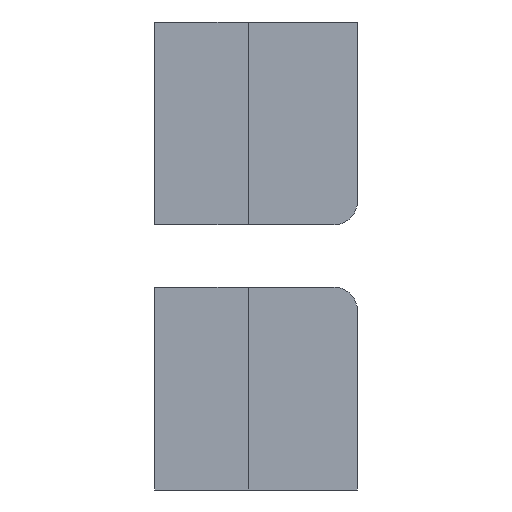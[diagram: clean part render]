
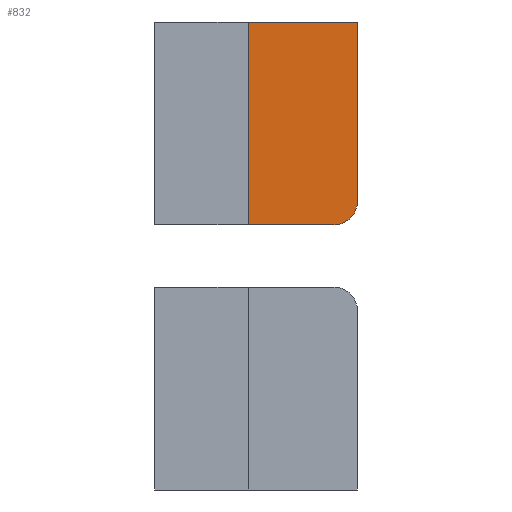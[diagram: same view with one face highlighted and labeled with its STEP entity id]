
A CAD part, left-side view. The second image highlights one B-rep face of the part: STEP entity #832.
In plain terms, the highlighted face is planar.
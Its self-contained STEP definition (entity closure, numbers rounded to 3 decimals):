
#43 = LINE ( 'NONE', #855, #745 ) ;
#117 = VECTOR ( 'NONE', #1138, 1000. ) ;
#121 = AXIS2_PLACEMENT_3D ( 'NONE', #446, #346, #571 ) ;
#231 = EDGE_CURVE ( 'NONE', #1291, #824, #254, .T. ) ;
#254 = CIRCLE ( 'NONE', #121, 1.5 ) ;
#263 = CARTESIAN_POINT ( 'NONE',  ( 6., 29.75, -13. ) ) ;
#319 = CARTESIAN_POINT ( 'NONE',  ( 6., 29.75, -30. ) ) ;
#324 = DIRECTION ( 'NONE',  ( 0., -1., 0. ) ) ;
#346 = DIRECTION ( 'NONE',  ( 0., -1., 0. ) ) ;
#348 = CARTESIAN_POINT ( 'NONE',  ( 11.5, 29.75, -13. ) ) ;
#404 = VECTOR ( 'NONE', #409, 1000. ) ;
#409 = DIRECTION ( 'NONE',  ( 0., 0., 1. ) ) ;
#446 = CARTESIAN_POINT ( 'NONE',  ( 11.5, 29.75, -11.5 ) ) ;
#469 = DIRECTION ( 'NONE',  ( -1., 0., 0. ) ) ;
#474 = CARTESIAN_POINT ( 'NONE',  ( 6., 29.75, 0. ) ) ;
#488 = ORIENTED_EDGE ( 'NONE', *, *, #776, .T. ) ;
#514 = DIRECTION ( 'NONE',  ( 0., 0., -1. ) ) ;
#520 = ORIENTED_EDGE ( 'NONE', *, *, #811, .F. ) ;
#548 = DIRECTION ( 'NONE',  ( 1., 0., 0. ) ) ;
#571 = DIRECTION ( 'NONE',  ( 0., 0., -1. ) ) ;
#634 = CARTESIAN_POINT ( 'NONE',  ( 13., 29.75, -30. ) ) ;
#642 = VECTOR ( 'NONE', #469, 1000. ) ;
#650 = EDGE_LOOP ( 'NONE', ( #1171, #973, #488, #873, #520 ) ) ;
#691 = AXIS2_PLACEMENT_3D ( 'NONE', #1042, #324, #514 ) ;
#742 = FACE_OUTER_BOUND ( 'NONE', #650, .T. ) ;
#745 = VECTOR ( 'NONE', #548, 1000. ) ;
#753 = CARTESIAN_POINT ( 'NONE',  ( 13., 29.75, -13. ) ) ;
#776 = EDGE_CURVE ( 'NONE', #824, #998, #934, .T. ) ;
#811 = EDGE_CURVE ( 'NONE', #1025, #989, #842, .T. ) ;
#824 = VERTEX_POINT ( 'NONE', #1242 ) ;
#832 = ADVANCED_FACE ( 'NONE', ( #742 ), #1146, .T. ) ;
#842 = LINE ( 'NONE', #319, #117 ) ;
#849 = CARTESIAN_POINT ( 'NONE',  ( 13., 29.75, 0. ) ) ;
#855 = CARTESIAN_POINT ( 'NONE',  ( 13., 29.75, 0. ) ) ;
#873 = ORIENTED_EDGE ( 'NONE', *, *, #1330, .F. ) ;
#934 = LINE ( 'NONE', #634, #404 ) ;
#971 = LINE ( 'NONE', #753, #642 ) ;
#973 = ORIENTED_EDGE ( 'NONE', *, *, #231, .T. ) ;
#989 = VERTEX_POINT ( 'NONE', #474 ) ;
#998 = VERTEX_POINT ( 'NONE', #849 ) ;
#1025 = VERTEX_POINT ( 'NONE', #263 ) ;
#1042 = CARTESIAN_POINT ( 'NONE',  ( 13., 29.75, -30. ) ) ;
#1138 = DIRECTION ( 'NONE',  ( 0., 0., 1. ) ) ;
#1146 = PLANE ( 'NONE',  #691 ) ;
#1171 = ORIENTED_EDGE ( 'NONE', *, *, #1294, .F. ) ;
#1242 = CARTESIAN_POINT ( 'NONE',  ( 13., 29.75, -11.5 ) ) ;
#1291 = VERTEX_POINT ( 'NONE', #348 ) ;
#1294 = EDGE_CURVE ( 'NONE', #1291, #1025, #971, .T. ) ;
#1330 = EDGE_CURVE ( 'NONE', #989, #998, #43, .T. ) ;
